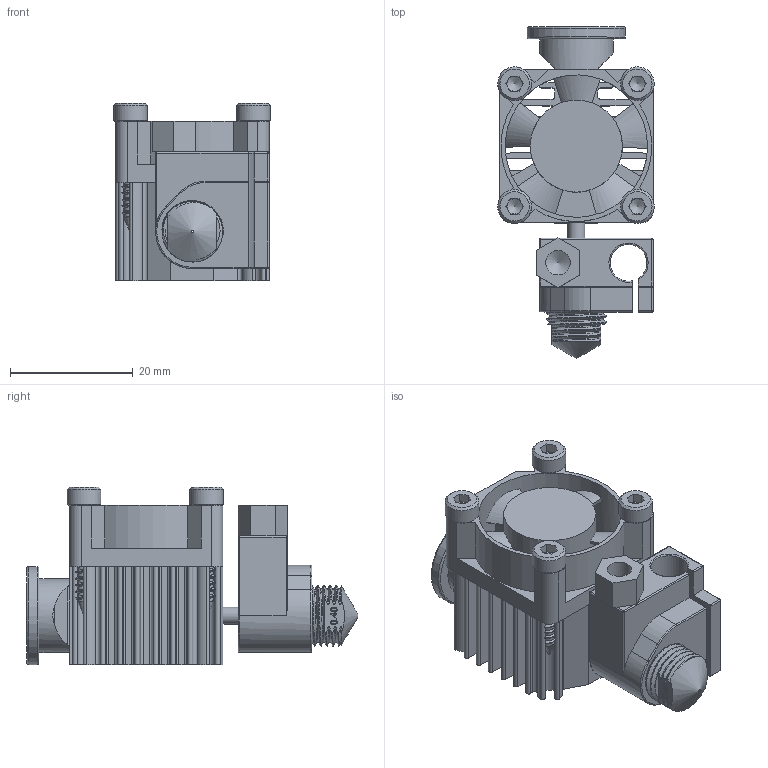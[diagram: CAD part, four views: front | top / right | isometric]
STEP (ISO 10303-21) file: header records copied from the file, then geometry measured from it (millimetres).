
FILE_DESCRIPTION(/* description */ (''),/* implementation_level */ '2;1');
FILE_NAME(/* name */ 'DyzEND-X.step',/* time_stamp */ '2016-06-07T23:49:17+09:00',/* author */ (''),/* organization */ (''),/* preprocessor_version */ 'ST-DEVELOPER v16.5',/* originating_system */ 'Autodesk Translation Framework v5.0.0.3310',/* authorisation */ '');
FILE_SCHEMA (('AUTOMOTIVE_DESIGN { 1 0 10303 214 3 1 1 }'));
Length unit declared in the file: centimetre
Products named in the file (14): DyzEND-X-Solid-160425 v15; 25mmFAN; 25mmFAN-Promoco v1; BASE; TappedScrew-HEX3-13 v3; ThermalConductor; Heatsink; Heatblock; Nozzle; 93237A102; Thermistor; PTFETube; 92029A100; BREAK v2
Assembly tree (16 placements, depth 3):
  DyzEND-X-Solid-160425 v15
    25mmFAN
      25mmFAN-Promoco v1
      BASE
      TappedScrew-HEX3-13 v3  x4
    ThermalConductor
    Heatsink
    Heatblock
    Nozzle
      93237A102
    Thermistor
    PTFETube
    92029A100
    BREAK v2
Bounding box: 25.5 x 54.1 x 28.97 mm (x, y, z)
Volume: 13003.9 mm3; surface area: 17708.8 mm2
Topology: 16 solids, 16 shells, 670 faces, 1757 edges, 1138 vertices
Faces by surface type: plane 253, cylinder 198, bspline 168, cone 33, torus 11, sphere 7
Full cylindrical faces by diameter (mm): 0.4 x1, 2 x4, 2.114 x4, 2.8 x1, 3 x1, 3.2 x5, 3.284 x2, 4 x5, 4.2 x1, 4.88 x1, 4.95 x1, 5.035 x3, 5.5 x4, 5.95 x1, 6.05 x1, 6.5 x1, 7 x1, 8.75 x1, 12 x1, 14.999 x1, 16 x1, 23.207 x1
Entity records: 29216 total; most frequent: CARTESIAN_POINT 16688, ORIENTED_EDGE 2636, DIRECTION 2302, EDGE_CURVE 1318, VERTEX_POINT 886, AXIS2_PLACEMENT_3D 853, EDGE_LOOP 646, LINE 596
